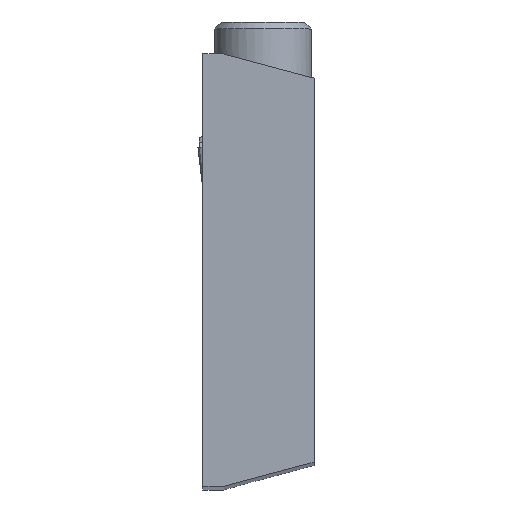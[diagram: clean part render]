
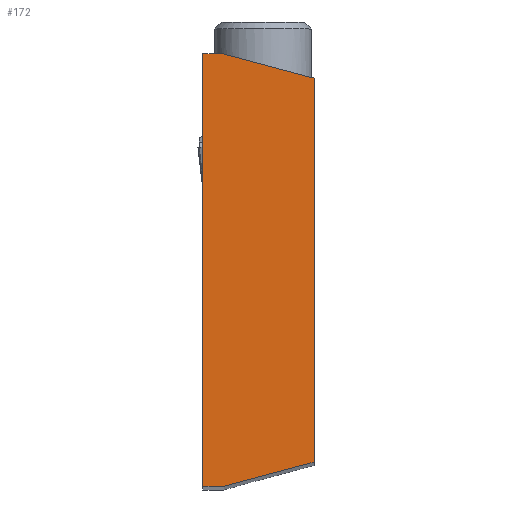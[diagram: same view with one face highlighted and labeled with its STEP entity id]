
A CAD part, top view. The second image highlights one B-rep face of the part: STEP entity #172.
In plain terms, the highlighted planar face has unit normal (0, 0, 1).
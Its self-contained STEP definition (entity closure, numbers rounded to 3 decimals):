
#172=ADVANCED_FACE('',(#283),#232,.T.);
#232=PLANE('',#1396);
#283=FACE_OUTER_BOUND('',#345,.T.);
#345=EDGE_LOOP('',(#542,#543,#544,#545,#546,#547));
#542=ORIENTED_EDGE('',*,*,#896,.F.);
#543=ORIENTED_EDGE('',*,*,#942,.F.);
#544=ORIENTED_EDGE('',*,*,#872,.F.);
#545=ORIENTED_EDGE('',*,*,#914,.F.);
#546=ORIENTED_EDGE('',*,*,#908,.F.);
#547=ORIENTED_EDGE('',*,*,#902,.F.);
#756=VERTEX_POINT('',#1796);
#758=VERTEX_POINT('',#1799);
#778=VERTEX_POINT('',#1843);
#779=VERTEX_POINT('',#1845);
#784=VERTEX_POINT('',#1857);
#787=VERTEX_POINT('',#1868);
#872=EDGE_CURVE('',#756,#758,#1041,.T.);
#896=EDGE_CURVE('',#778,#779,#1060,.T.);
#902=EDGE_CURVE('',#779,#784,#1065,.T.);
#908=EDGE_CURVE('',#784,#787,#1070,.T.);
#914=EDGE_CURVE('',#787,#756,#1074,.T.);
#942=EDGE_CURVE('',#758,#778,#1098,.T.);
#1041=LINE('',#1798,#1169);
#1060=LINE('',#1844,#1188);
#1065=LINE('',#1856,#1193);
#1070=LINE('',#1867,#1198);
#1074=LINE('',#1886,#1202);
#1098=LINE('',#1965,#1226);
#1169=VECTOR('',#1475,1.);
#1188=VECTOR('',#1506,1.);
#1193=VECTOR('',#1515,1.);
#1198=VECTOR('',#1526,1.);
#1202=VECTOR('',#1534,1.);
#1226=VECTOR('',#1596,1.);
#1396=AXIS2_PLACEMENT_3D('',#1967,#1599,#1600);
#1475=DIRECTION('',(0.,1.,0.));
#1506=DIRECTION('',(0.966,-0.259,0.));
#1515=DIRECTION('',(0.,-1.,0.));
#1526=DIRECTION('',(-0.966,-0.259,0.));
#1534=DIRECTION('',(-1.,0.,0.));
#1596=DIRECTION('',(1.,0.,0.));
#1599=DIRECTION('',(0.,0.,1.));
#1600=DIRECTION('',(0.,1.,0.));
#1796=CARTESIAN_POINT('',(0.,0.402,0.));
#1798=CARTESIAN_POINT('',(0.,0.402,0.));
#1799=CARTESIAN_POINT('',(0.,31.498,0.));
#1843=CARTESIAN_POINT('',(1.5,31.498,0.));
#1844=CARTESIAN_POINT('',(1.5,31.498,0.));
#1845=CARTESIAN_POINT('',(8.,29.756,0.));
#1856=CARTESIAN_POINT('',(8.,29.756,0.));
#1857=CARTESIAN_POINT('',(8.,2.144,0.));
#1867=CARTESIAN_POINT('',(8.,2.144,0.));
#1868=CARTESIAN_POINT('',(1.5,0.402,0.));
#1886=CARTESIAN_POINT('',(1.5,0.402,0.));
#1965=CARTESIAN_POINT('',(0.,31.498,0.));
#1967=CARTESIAN_POINT('',(0.,31.9,0.));
